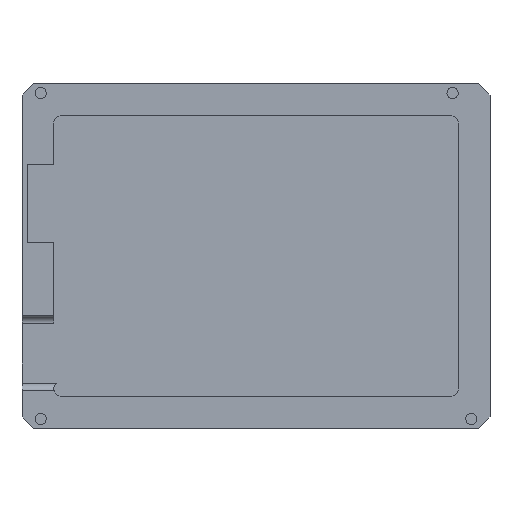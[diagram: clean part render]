
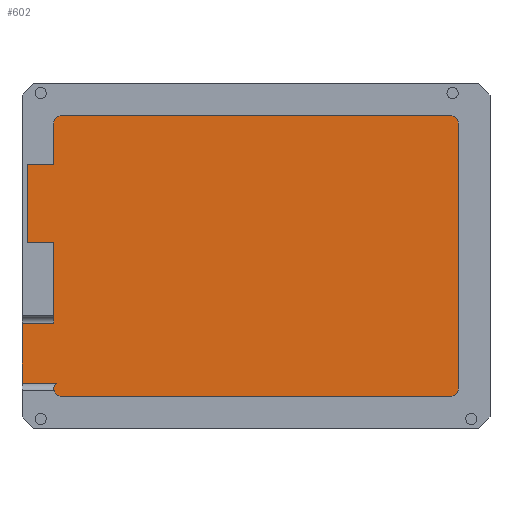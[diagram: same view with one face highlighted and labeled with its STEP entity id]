
A CAD part, front view. The second image highlights one B-rep face of the part: STEP entity #602.
In plain terms, the highlighted planar face has unit normal (0, -1, 0).
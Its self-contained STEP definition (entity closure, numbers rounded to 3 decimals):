
#19=PLANE('',#652);
#45=FACE_OUTER_BOUND('',#80,.T.);
#80=EDGE_LOOP('',(#421,#422,#423,#424,#425,#426,#427,#428,#429,#430,#431,
#432,#433,#434,#435));
#119=CIRCLE('',#653,2.);
#120=CIRCLE('',#654,2.);
#121=CIRCLE('',#655,2.);
#122=CIRCLE('',#656,2.);
#137=LINE('',#900,#204);
#139=LINE('',#908,#206);
#140=LINE('',#912,#207);
#141=LINE('',#916,#208);
#142=LINE('',#920,#209);
#143=LINE('',#922,#210);
#144=LINE('',#924,#211);
#145=LINE('',#926,#212);
#146=LINE('',#928,#213);
#147=LINE('',#930,#214);
#148=LINE('',#931,#215);
#204=VECTOR('',#708,10.);
#206=VECTOR('',#716,10.);
#207=VECTOR('',#719,10.);
#208=VECTOR('',#722,10.);
#209=VECTOR('',#725,10.);
#210=VECTOR('',#726,10.);
#211=VECTOR('',#727,10.);
#212=VECTOR('',#728,10.);
#213=VECTOR('',#729,10.);
#214=VECTOR('',#730,10.);
#215=VECTOR('',#731,10.);
#273=VERTEX_POINT('',#884);
#274=VERTEX_POINT('',#899);
#276=VERTEX_POINT('',#905);
#277=VERTEX_POINT('',#907);
#278=VERTEX_POINT('',#909);
#279=VERTEX_POINT('',#911);
#280=VERTEX_POINT('',#913);
#281=VERTEX_POINT('',#915);
#282=VERTEX_POINT('',#917);
#283=VERTEX_POINT('',#919);
#284=VERTEX_POINT('',#921);
#285=VERTEX_POINT('',#923);
#286=VERTEX_POINT('',#925);
#287=VERTEX_POINT('',#927);
#288=VERTEX_POINT('',#929);
#331=EDGE_CURVE('',#273,#274,#137,.T.);
#334=EDGE_CURVE('',#273,#276,#119,.T.);
#335=EDGE_CURVE('',#276,#277,#139,.T.);
#336=EDGE_CURVE('',#277,#278,#120,.T.);
#337=EDGE_CURVE('',#278,#279,#140,.T.);
#338=EDGE_CURVE('',#279,#280,#121,.T.);
#339=EDGE_CURVE('',#280,#281,#141,.T.);
#340=EDGE_CURVE('',#281,#282,#122,.T.);
#341=EDGE_CURVE('',#282,#283,#142,.T.);
#342=EDGE_CURVE('',#284,#283,#143,.T.);
#343=EDGE_CURVE('',#285,#284,#144,.T.);
#344=EDGE_CURVE('',#286,#285,#145,.T.);
#345=EDGE_CURVE('',#286,#287,#146,.T.);
#346=EDGE_CURVE('',#288,#287,#147,.T.);
#347=EDGE_CURVE('',#274,#288,#148,.T.);
#421=ORIENTED_EDGE('',*,*,#331,.F.);
#422=ORIENTED_EDGE('',*,*,#334,.T.);
#423=ORIENTED_EDGE('',*,*,#335,.T.);
#424=ORIENTED_EDGE('',*,*,#336,.T.);
#425=ORIENTED_EDGE('',*,*,#337,.T.);
#426=ORIENTED_EDGE('',*,*,#338,.T.);
#427=ORIENTED_EDGE('',*,*,#339,.T.);
#428=ORIENTED_EDGE('',*,*,#340,.T.);
#429=ORIENTED_EDGE('',*,*,#341,.T.);
#430=ORIENTED_EDGE('',*,*,#342,.F.);
#431=ORIENTED_EDGE('',*,*,#343,.F.);
#432=ORIENTED_EDGE('',*,*,#344,.F.);
#433=ORIENTED_EDGE('',*,*,#345,.T.);
#434=ORIENTED_EDGE('',*,*,#346,.F.);
#435=ORIENTED_EDGE('',*,*,#347,.F.);
#602=ADVANCED_FACE('',(#45),#19,.F.);
#652=AXIS2_PLACEMENT_3D('',#904,#712,#713);
#653=AXIS2_PLACEMENT_3D('',#906,#714,#715);
#654=AXIS2_PLACEMENT_3D('',#910,#717,#718);
#655=AXIS2_PLACEMENT_3D('',#914,#720,#721);
#656=AXIS2_PLACEMENT_3D('',#918,#723,#724);
#708=DIRECTION('',(-1.,0.,0.));
#712=DIRECTION('center_axis',(0.,1.,0.));
#713=DIRECTION('ref_axis',(1.,0.,0.));
#714=DIRECTION('center_axis',(0.,-1.,0.));
#715=DIRECTION('ref_axis',(-0.707,0.,-0.707));
#716=DIRECTION('',(1.,0.,0.));
#717=DIRECTION('center_axis',(0.,-1.,0.));
#718=DIRECTION('ref_axis',(0.707,0.,-0.707));
#719=DIRECTION('',(0.,0.,1.));
#720=DIRECTION('center_axis',(0.,-1.,0.));
#721=DIRECTION('ref_axis',(0.707,0.,0.707));
#722=DIRECTION('',(-1.,0.,0.));
#723=DIRECTION('center_axis',(0.,-1.,0.));
#724=DIRECTION('ref_axis',(-0.707,0.,0.707));
#725=DIRECTION('',(0.,0.,-1.));
#726=DIRECTION('',(1.,0.,0.));
#727=DIRECTION('',(0.,0.,1.));
#728=DIRECTION('',(-1.,0.,0.));
#729=DIRECTION('',(0.,0.,-1.));
#730=DIRECTION('',(1.,0.,0.));
#731=DIRECTION('',(0.,0.,1.));
#884=CARTESIAN_POINT('',(-53.323,0.,-34.));
#899=CARTESIAN_POINT('',(-62.5,0.,-34.));
#900=CARTESIAN_POINT('',(-31.25,0.,-34.));
#904=CARTESIAN_POINT('Origin',(0.,0.,0.));
#905=CARTESIAN_POINT('',(-52.,0.,-37.5));
#906=CARTESIAN_POINT('Origin',(-52.,0.,-35.5));
#907=CARTESIAN_POINT('',(52.,0.,-37.5));
#908=CARTESIAN_POINT('',(27.,0.,-37.5));
#909=CARTESIAN_POINT('',(54.,0.,-35.5));
#910=CARTESIAN_POINT('Origin',(52.,0.,-35.5));
#911=CARTESIAN_POINT('',(54.,0.,35.5));
#912=CARTESIAN_POINT('',(54.,0.,18.75));
#913=CARTESIAN_POINT('',(52.,0.,37.5));
#914=CARTESIAN_POINT('Origin',(52.,0.,35.5));
#915=CARTESIAN_POINT('',(-52.,0.,37.5));
#916=CARTESIAN_POINT('',(-27.,0.,37.5));
#917=CARTESIAN_POINT('',(-54.,0.,35.5));
#918=CARTESIAN_POINT('Origin',(-52.,0.,35.5));
#919=CARTESIAN_POINT('',(-54.,0.,24.5));
#920=CARTESIAN_POINT('',(-54.,0.,-18.75));
#921=CARTESIAN_POINT('',(-61.,0.,24.5));
#922=CARTESIAN_POINT('',(-54.,0.,24.5));
#923=CARTESIAN_POINT('',(-61.,0.,3.5));
#924=CARTESIAN_POINT('',(-61.,0.,24.5));
#925=CARTESIAN_POINT('',(-54.,0.,3.5));
#926=CARTESIAN_POINT('',(-61.,0.,3.5));
#927=CARTESIAN_POINT('',(-54.,0.,-18.));
#928=CARTESIAN_POINT('',(-54.,0.,-18.75));
#929=CARTESIAN_POINT('',(-62.5,0.,-18.));
#930=CARTESIAN_POINT('',(-31.25,0.,-18.));
#931=CARTESIAN_POINT('',(-62.5,0.,-41.));
